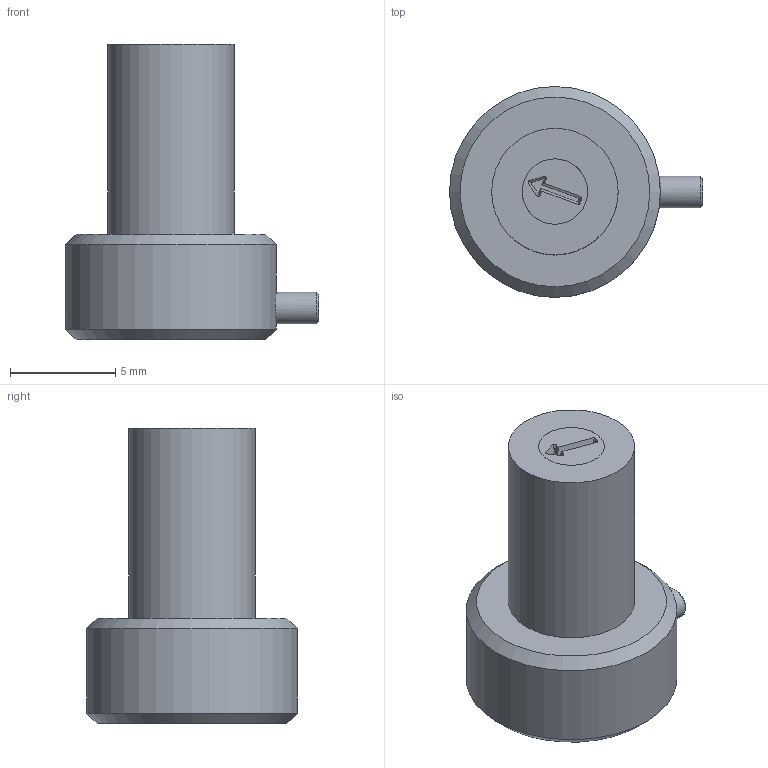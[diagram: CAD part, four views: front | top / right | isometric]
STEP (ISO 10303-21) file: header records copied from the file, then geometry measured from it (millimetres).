
FILE_DESCRIPTION(/* description */ (''),/* implementation_level */ '2;1');
FILE_NAME(/* name */ 'Dati-2100_Z$6$00.stp',/* time_stamp */ '2025-09-21T14:06:47+02:00',/* author */ ('olafg'),/* organization */ (''),/* preprocessor_version */ 'ST-DEVELOPER v20',/* originating_system */ 'Autodesk Inventor 2024',/* authorisation */ '');
FILE_SCHEMA (('AUTOMOTIVE_DESIGN { 1 0 10303 214 3 1 1 }'));
Length unit declared in the file: millimetre
Products named in the file (4): Zusammenbau 1006; 1006-01-00 Hülse; 2005-05-00 Stelleinsatz; Unterteil 6
Assembly tree (3 placements, depth 2):
  Zusammenbau 1006
    1006-01-00 Hülse
    2005-05-00 Stelleinsatz
    Unterteil 6
Bounding box: 12 x 10 x 14 mm (x, y, z)
Volume: 600.3 mm3; surface area: 690.3 mm2
Topology: 3 solids, 3 shells, 36 faces, 82 edges, 51 vertices
Faces by surface type: plane 17, cone 10, cylinder 8, torus 1
Full cylindrical faces by diameter (mm): 1.5 x1, 1.6 x1, 2 x2, 3.1 x2, 6 x1, 10 x1
Entity records: 1176 total; most frequent: CARTESIAN_POINT 205, DIRECTION 192, ORIENTED_EDGE 154, EDGE_CURVE 77, AXIS2_PLACEMENT_3D 74, VERTEX_POINT 51, EDGE_LOOP 44, LINE 44
